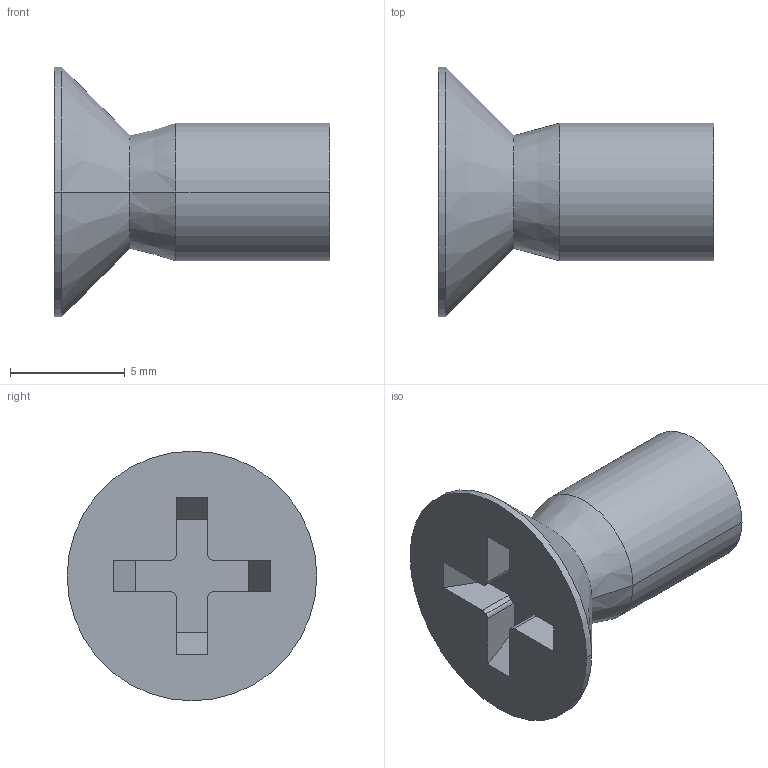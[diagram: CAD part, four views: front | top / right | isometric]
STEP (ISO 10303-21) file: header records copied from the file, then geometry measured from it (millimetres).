
FILE_DESCRIPTION(('STEP AP214'),'1');
FILE_NAME('1_M6X12_H.step','2023-09-14T06:34:26',(' '),(' '),'Spatial InterOp 3D',' ',' ');
FILE_SCHEMA(('automotive_design'));
Length unit declared in the file: millimetre
Products named in the file (1): 1
Bounding box: 12 x 10.87 x 10.87 mm (x, y, z)
Volume: 395.7 mm3; surface area: 432.3 mm2
Topology: 1 solids, 1 shells, 31 faces, 78 edges, 50 vertices
Faces by surface type: plane 15, cylinder 12, cone 4
Entity records: 1202 total; most frequent: DIRECTION 168, CARTESIAN_POINT 160, ORIENTED_EDGE 156, EDGE_CURVE 78, AXIS2_PLACEMENT_3D 58, LINE 52, VECTOR 52, VERTEX_POINT 50
